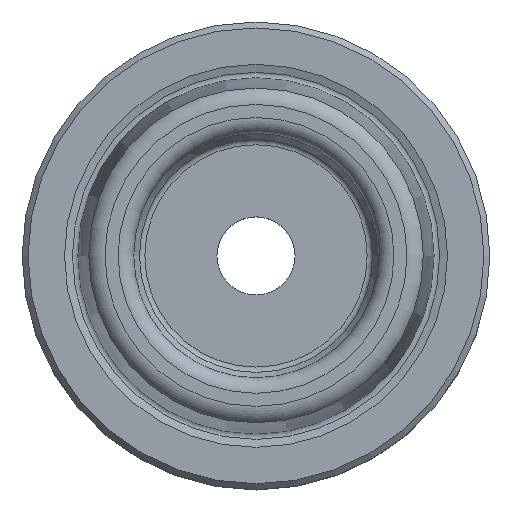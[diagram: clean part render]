
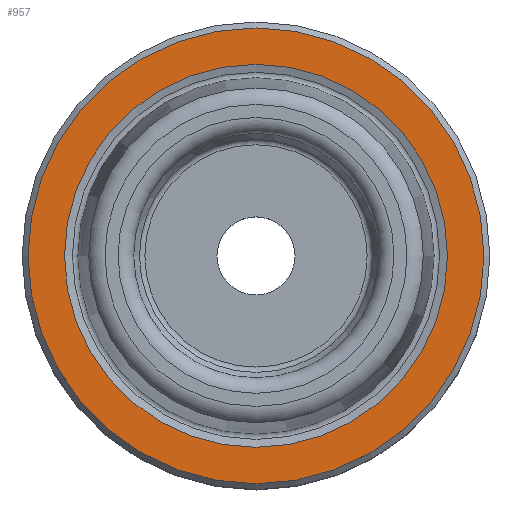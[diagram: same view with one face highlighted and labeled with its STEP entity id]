
A CAD part, top view. The second image highlights one B-rep face of the part: STEP entity #957.
In plain terms, the highlighted planar face has unit normal (0, 0, 1).
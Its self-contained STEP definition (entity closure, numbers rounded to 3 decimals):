
#55=PLANE('',#1027);
#119=ORIENTED_EDGE('',*,*,#243,.T.);
#120=ORIENTED_EDGE('',*,*,#242,.F.);
#242=EDGE_CURVE('',#302,#302,#352,.T.);
#243=EDGE_CURVE('',#303,#303,#353,.T.);
#302=VERTEX_POINT('',#1400);
#303=VERTEX_POINT('',#1403);
#352=CIRCLE('',#1026,6.129);
#353=CIRCLE('',#1028,7.295);
#403=EDGE_LOOP('',(#119));
#404=EDGE_LOOP('',(#120));
#497=FACE_BOUND('',#403,.T.);
#498=FACE_BOUND('',#404,.T.);
#957=ADVANCED_FACE('',(#497,#498),#55,.T.);
#1026=AXIS2_PLACEMENT_3D('',#1399,#1157,#1158);
#1027=AXIS2_PLACEMENT_3D('',#1401,#1159,#1160);
#1028=AXIS2_PLACEMENT_3D('',#1402,#1161,#1162);
#1157=DIRECTION('',(0.,0.,1.));
#1158=DIRECTION('',(1.,0.,0.));
#1159=DIRECTION('',(0.,0.,1.));
#1160=DIRECTION('',(1.,0.,0.));
#1161=DIRECTION('',(0.,0.,1.));
#1162=DIRECTION('',(1.,0.,0.));
#1399=CARTESIAN_POINT('',(0.,0.,0.));
#1400=CARTESIAN_POINT('',(6.129,0.,0.));
#1401=CARTESIAN_POINT('',(7.295,0.,0.));
#1402=CARTESIAN_POINT('',(0.,0.,0.));
#1403=CARTESIAN_POINT('',(7.295,0.,0.));
